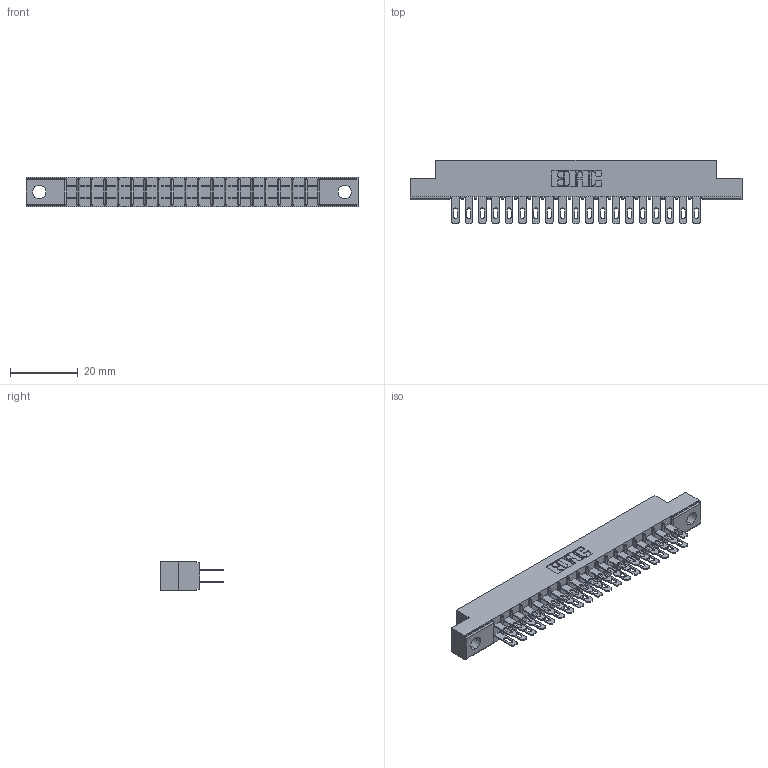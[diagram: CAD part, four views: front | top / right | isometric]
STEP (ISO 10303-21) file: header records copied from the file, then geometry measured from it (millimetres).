
FILE_DESCRIPTION (( 'STEP AP203' ), '1' );
FILE_NAME ('355-038-500-504.STEP', '2019-09-11T10:13:22', ( '' ), ( '' ), 'SwSTEP 2.0', 'SolidWorks 2016', '' );
FILE_SCHEMA (( 'CONFIG_CONTROL_DESIGN' ));
Length unit declared in the file: inch
Products named in the file (3): 305 Part_.156 Dia; 305-290-001_500; 355-038-500-504
Assembly tree (39 placements, depth 2):
  355-038-500-504
    305 Part_.156 Dia
    305-290-001_500  x38
Bounding box: 98.3 x 18.85 x 8.71 mm (x, y, z)
Volume: 5913.7 mm3; surface area: 12159.9 mm2
Topology: 39 solids, 39 shells, 2030 faces, 5805 edges, 3766 vertices
Faces by surface type: plane 1146, cylinder 808, sphere 76
Entity records: 23812 total; most frequent: CARTESIAN_POINT 3945, ORIENTED_EDGE 3910, DIRECTION 3829, EDGE_CURVE 1955, VECTOR 1561, LINE 1561, VERTEX_POINT 1250, AXIS2_PLACEMENT_3D 1134
